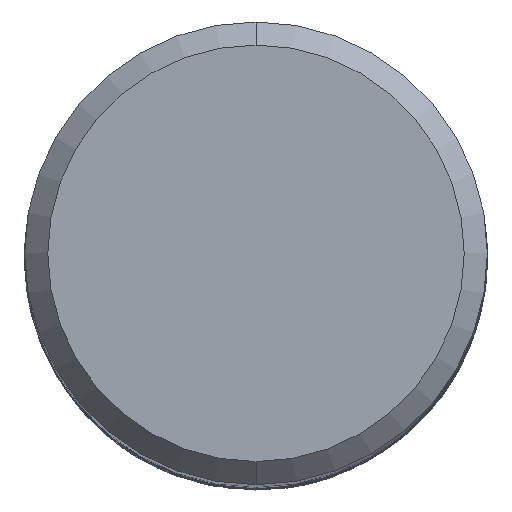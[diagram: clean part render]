
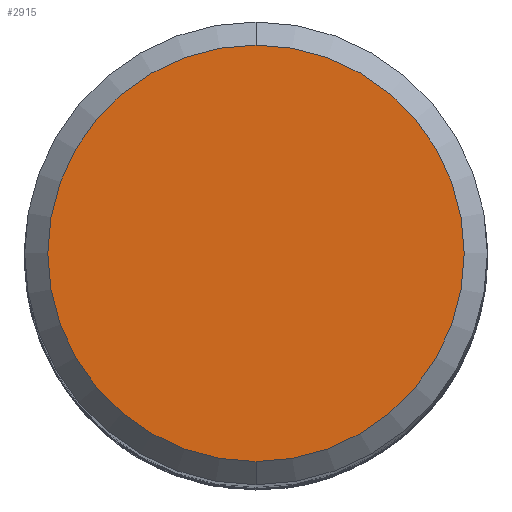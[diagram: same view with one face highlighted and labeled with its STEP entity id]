
A CAD part, top view. The second image highlights one B-rep face of the part: STEP entity #2915.
In plain terms, the highlighted planar face has unit normal (0, 0, 1).
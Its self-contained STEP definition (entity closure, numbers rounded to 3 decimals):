
#1619=VERTEX_POINT('',#4682);
#2915=ADVANCED_FACE('',(#6081),#6082,.T.);
#3173=EDGE_CURVE('',#3507,#1619,#6366,.T.);
#3507=VERTEX_POINT('',#6725);
#4155=EDGE_CURVE('',#1619,#3507,#7425,.T.);
#4682=CARTESIAN_POINT('',(0.0,7.2,0.0));
#6081=FACE_OUTER_BOUND('',#26453,.T.);
#6082=PLANE('',#26454);
#6366=CIRCLE('',#32132,7.2);
#6725=CARTESIAN_POINT('',(0.,-7.2,0.0));
#7425=CIRCLE('',#44358,7.2);
#26453=EDGE_LOOP('',(#53036,#53037));
#26454=AXIS2_PLACEMENT_3D('',#53038,#53039,#53040);
#32132=AXIS2_PLACEMENT_3D('',#53377,#53378,#53379);
#44358=AXIS2_PLACEMENT_3D('',#54424,#54425,#54426);
#53036=ORIENTED_EDGE('',*,*,#4155,.F.);
#53037=ORIENTED_EDGE('',*,*,#3173,.F.);
#53038=CARTESIAN_POINT('',(0.0,3.6,0.0));
#53039=DIRECTION('',(-0.0,0.0,1.0));
#53040=DIRECTION('',(0.0,-1.0,0.0));
#53377=CARTESIAN_POINT('',(0.0,0.0,0.0));
#53378=DIRECTION('',(0.0,0.0,-1.0));
#53379=DIRECTION('',(0.0,1.0,0.0));
#54424=CARTESIAN_POINT('',(0.0,0.0,0.0));
#54425=DIRECTION('',(0.0,0.0,-1.0));
#54426=DIRECTION('',(0.0,1.0,0.0));
